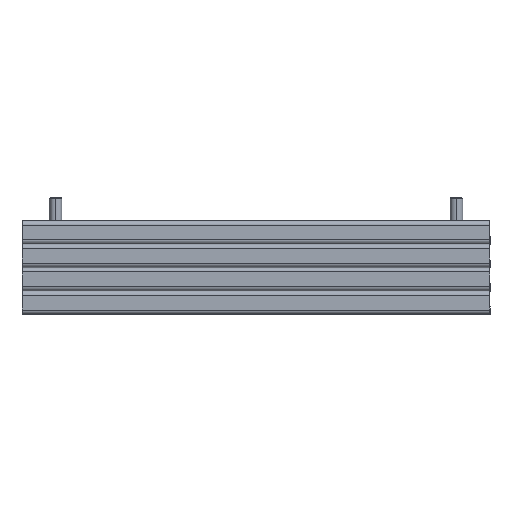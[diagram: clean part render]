
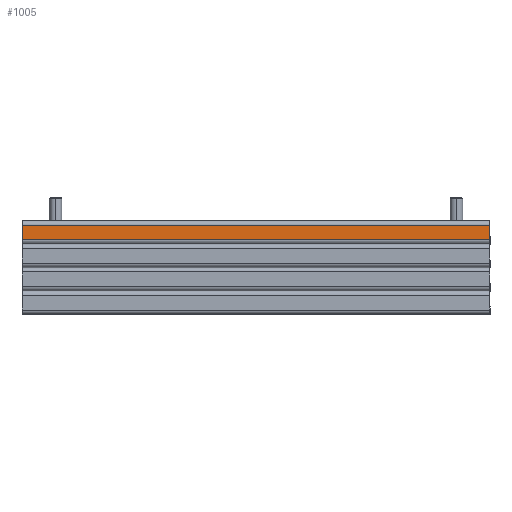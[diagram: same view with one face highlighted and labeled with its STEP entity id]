
A CAD part, top view. The second image highlights one B-rep face of the part: STEP entity #1005.
In plain terms, the highlighted face is planar.
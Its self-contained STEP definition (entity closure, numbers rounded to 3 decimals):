
#374 = LINE ( 'NONE', #5832, #5596 ) ;
#397 = EDGE_CURVE ( 'NONE', #2767, #5174, #374, .T. ) ;
#432 = VECTOR ( 'NONE', #2510, 1000. ) ;
#495 = ORIENTED_EDGE ( 'NONE', *, *, #1496, .F. ) ;
#553 = EDGE_CURVE ( 'NONE', #5888, #3071, #5669, .T. ) ;
#701 = CARTESIAN_POINT ( 'NONE',  ( 150., -15.1, -12.1 ) ) ;
#816 = ORIENTED_EDGE ( 'NONE', *, *, #397, .F. ) ;
#878 = DIRECTION ( 'NONE',  ( 0., 1., 0. ) ) ;
#996 = CARTESIAN_POINT ( 'NONE',  ( -150., -15.1, -10.8 ) ) ;
#1005 = ADVANCED_FACE ( 'NONE', ( #1372 ), #4743, .F. ) ;
#1070 = CARTESIAN_POINT ( 'NONE',  ( -150., -15.1, 0. ) ) ;
#1300 = CARTESIAN_POINT ( 'NONE',  ( -150., -15.1, -12.1 ) ) ;
#1368 = ORIENTED_EDGE ( 'NONE', *, *, #553, .T. ) ;
#1372 = FACE_OUTER_BOUND ( 'NONE', #2415, .T. ) ;
#1496 = EDGE_CURVE ( 'NONE', #5888, #2767, #3009, .T. ) ;
#1665 = DIRECTION ( 'NONE',  ( 1., 0., 0. ) ) ;
#1957 = LINE ( 'NONE', #701, #3069 ) ;
#1964 = EDGE_CURVE ( 'NONE', #5174, #3071, #1957, .T. ) ;
#2415 = EDGE_LOOP ( 'NONE', ( #1368, #5633, #816, #495 ) ) ;
#2442 = CARTESIAN_POINT ( 'NONE',  ( 150., -15.1, -1.3 ) ) ;
#2510 = DIRECTION ( 'NONE',  ( 0., 0., 1. ) ) ;
#2767 = VERTEX_POINT ( 'NONE', #5979 ) ;
#3009 = LINE ( 'NONE', #1070, #432 ) ;
#3069 = VECTOR ( 'NONE', #3098, 1000. ) ;
#3071 = VERTEX_POINT ( 'NONE', #5862 ) ;
#3098 = DIRECTION ( 'NONE',  ( 0., 0., -1. ) ) ;
#3757 = AXIS2_PLACEMENT_3D ( 'NONE', #1300, #878, #6074 ) ;
#4176 = VECTOR ( 'NONE', #4552, 1000. ) ;
#4552 = DIRECTION ( 'NONE',  ( 1., 0., 0. ) ) ;
#4584 = CARTESIAN_POINT ( 'NONE',  ( -150., -15.1, -10.8 ) ) ;
#4743 = PLANE ( 'NONE',  #3757 ) ;
#5174 = VERTEX_POINT ( 'NONE', #2442 ) ;
#5596 = VECTOR ( 'NONE', #1665, 1000. ) ;
#5633 = ORIENTED_EDGE ( 'NONE', *, *, #1964, .F. ) ;
#5669 = LINE ( 'NONE', #4584, #4176 ) ;
#5832 = CARTESIAN_POINT ( 'NONE',  ( 150., -15.1, -1.3 ) ) ;
#5862 = CARTESIAN_POINT ( 'NONE',  ( 150., -15.1, -10.8 ) ) ;
#5888 = VERTEX_POINT ( 'NONE', #996 ) ;
#5979 = CARTESIAN_POINT ( 'NONE',  ( -150., -15.1, -1.3 ) ) ;
#6074 = DIRECTION ( 'NONE',  ( 0., 0., -1. ) ) ;
